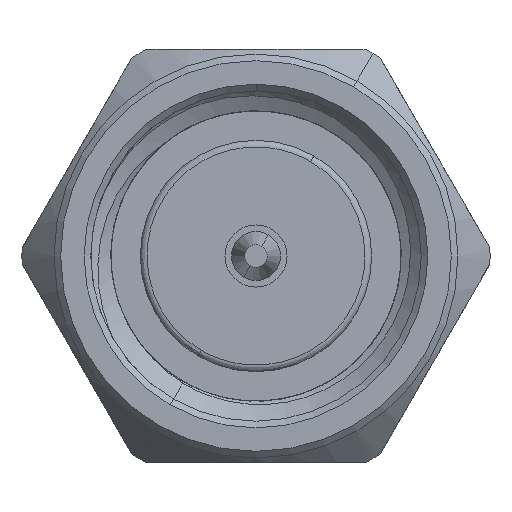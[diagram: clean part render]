
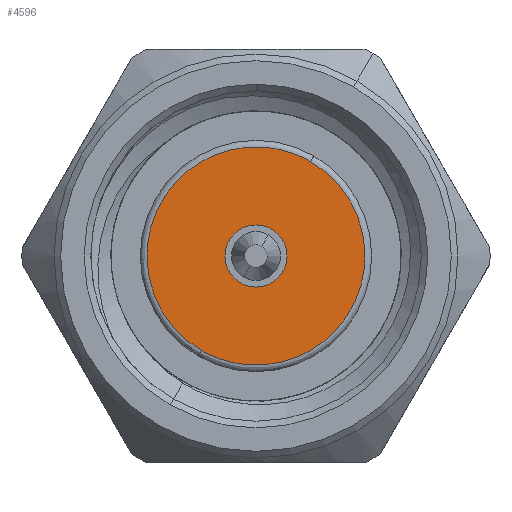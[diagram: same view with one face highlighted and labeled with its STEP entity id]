
A CAD part, left-side view. The second image highlights one B-rep face of the part: STEP entity #4596.
In plain terms, the highlighted planar face has unit normal (-1, 0, 0).
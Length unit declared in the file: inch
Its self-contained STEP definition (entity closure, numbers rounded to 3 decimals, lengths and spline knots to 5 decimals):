
#93 = EDGE_LOOP ( 'NONE', ( #1685, #6830 ) ) ;
#469 = AXIS2_PLACEMENT_3D ( 'NONE', #4159, #5920, #2528 ) ;
#587 = DIRECTION ( 'NONE',  ( -1., 0., 0. ) ) ;
#858 = VERTEX_POINT ( 'NONE', #6791 ) ;
#1160 = PLANE ( 'NONE',  #3616 ) ;
#1237 = AXIS2_PLACEMENT_3D ( 'NONE', #2803, #587, #5663 ) ;
#1457 = CARTESIAN_POINT ( 'NONE',  ( 0.1, -0.10164, -0.15395 ) ) ;
#1472 = FACE_OUTER_BOUND ( 'NONE', #93, .T. ) ;
#1642 = CARTESIAN_POINT ( 'NONE',  ( 0.1, 0., 0. ) ) ;
#1685 = ORIENTED_EDGE ( 'NONE', *, *, #5598, .F. ) ;
#1999 =( BOUNDED_CURVE ( )  B_SPLINE_CURVE ( 3, ( #3746, #4249, #1457, #5417 ),
 .UNSPECIFIED., .F., .F. ) 
 B_SPLINE_CURVE_WITH_KNOTS ( ( 4, 4 ),
 ( 0., 1. ),
 .UNSPECIFIED. ) 
 CURVE ( )  GEOMETRIC_REPRESENTATION_ITEM ( )  RATIONAL_B_SPLINE_CURVE ( ( 1., 0.333, 0.333, 1. ) ) 
 REPRESENTATION_ITEM ( '' )  );
#2081 = VERTEX_POINT ( 'NONE', #3392 ) ;
#2267 = EDGE_CURVE ( 'NONE', #2081, #858, #6250, .T. ) ;
#2477 = CARTESIAN_POINT ( 'NONE',  ( 0.1, -0.04125, 0.07145 ) ) ;
#2492 = CIRCLE ( 'NONE', #1237, 0.0235 ) ;
#2528 = DIRECTION ( 'NONE',  ( 0., 0.5, -0.866 ) ) ;
#2803 = CARTESIAN_POINT ( 'NONE',  ( 0.1, 0., 0. ) ) ;
#2893 = FACE_BOUND ( 'NONE', #5130, .T. ) ;
#3150 = ORIENTED_EDGE ( 'NONE', *, *, #2267, .F. ) ;
#3211 = CARTESIAN_POINT ( 'NONE',  ( 0.1, 0.04125, -0.07145 ) ) ;
#3392 = CARTESIAN_POINT ( 'NONE',  ( 0.1, -0.01175, 0.02035 ) ) ;
#3477 = ORIENTED_EDGE ( 'NONE', *, *, #6133, .F. ) ;
#3602 = VERTEX_POINT ( 'NONE', #2477 ) ;
#3616 = AXIS2_PLACEMENT_3D ( 'NONE', #1642, #5749, #4610 ) ;
#3746 = CARTESIAN_POINT ( 'NONE',  ( 0.1, -0.04125, 0.07145 ) ) ;
#4118 = CARTESIAN_POINT ( 'NONE',  ( 0.1, 0.04125, -0.07145 ) ) ;
#4159 = CARTESIAN_POINT ( 'NONE',  ( 0.1, 0., 0. ) ) ;
#4249 = CARTESIAN_POINT ( 'NONE',  ( 0.1, -0.18414, -0.01105 ) ) ;
#4400 = VERTEX_POINT ( 'NONE', #3211 ) ;
#4596 = ADVANCED_FACE ( 'NONE', ( #2893, #1472 ), #1160, .F. ) ;
#4610 = DIRECTION ( 'NONE',  ( 0., 0.5, -0.866 ) ) ;
#5130 = EDGE_LOOP ( 'NONE', ( #3477, #3150 ) ) ;
#5292 = CARTESIAN_POINT ( 'NONE',  ( 0.1, 0.10164, 0.15395 ) ) ;
#5417 = CARTESIAN_POINT ( 'NONE',  ( 0.1, 0.04125, -0.07145 ) ) ;
#5598 = EDGE_CURVE ( 'NONE', #4400, #3602, #6490, .T. ) ;
#5663 = DIRECTION ( 'NONE',  ( 0., 0.5, -0.866 ) ) ;
#5749 = DIRECTION ( 'NONE',  ( 1., 0., 0. ) ) ;
#5844 = CARTESIAN_POINT ( 'NONE',  ( 0.1, 0.18414, 0.01105 ) ) ;
#5920 = DIRECTION ( 'NONE',  ( -1., 0., 0. ) ) ;
#6133 = EDGE_CURVE ( 'NONE', #858, #2081, #2492, .T. ) ;
#6250 = CIRCLE ( 'NONE', #469, 0.0235 ) ;
#6490 =( BOUNDED_CURVE ( )  B_SPLINE_CURVE ( 3, ( #4118, #5844, #5292, #6947 ),
 .UNSPECIFIED., .F., .F. ) 
 B_SPLINE_CURVE_WITH_KNOTS ( ( 4, 4 ),
 ( 0., 1. ),
 .UNSPECIFIED. ) 
 CURVE ( )  GEOMETRIC_REPRESENTATION_ITEM ( )  RATIONAL_B_SPLINE_CURVE ( ( 1., 0.333, 0.333, 1. ) ) 
 REPRESENTATION_ITEM ( '' )  );
#6676 = EDGE_CURVE ( 'NONE', #3602, #4400, #1999, .T. ) ;
#6791 = CARTESIAN_POINT ( 'NONE',  ( 0.1, 0.01175, -0.02035 ) ) ;
#6830 = ORIENTED_EDGE ( 'NONE', *, *, #6676, .F. ) ;
#6947 = CARTESIAN_POINT ( 'NONE',  ( 0.1, -0.04125, 0.07145 ) ) ;
